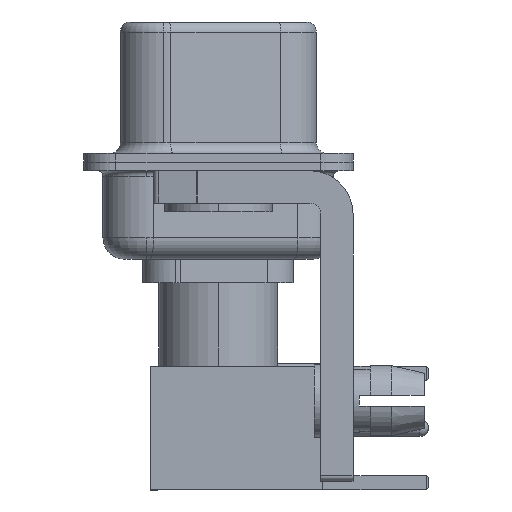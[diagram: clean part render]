
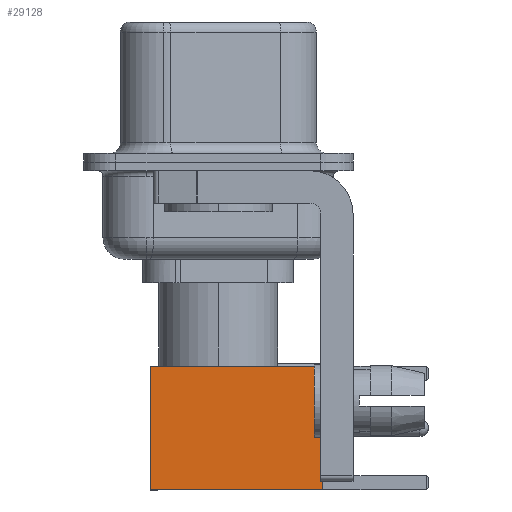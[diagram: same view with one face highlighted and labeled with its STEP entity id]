
A CAD part, left-side view. The second image highlights one B-rep face of the part: STEP entity #29128.
In plain terms, the highlighted face is planar.
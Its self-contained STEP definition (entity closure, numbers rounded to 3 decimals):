
#1341 = CARTESIAN_POINT ( 'NONE',  ( 2.875, 2.875, 0. ) ) ;
#1660 = CARTESIAN_POINT ( 'NONE',  ( -2.875, 2.875, 8. ) ) ;
#1797 = EDGE_CURVE ( 'NONE', #30391, #20716, #21100, .T. ) ;
#3990 = DIRECTION ( 'NONE',  ( 0., 0., -1. ) ) ;
#5472 = LINE ( 'NONE', #13663, #6596 ) ;
#5982 = LINE ( 'NONE', #15667, #22236 ) ;
#5988 = DIRECTION ( 'NONE',  ( 0., 1., 0. ) ) ;
#6146 = FACE_OUTER_BOUND ( 'NONE', #18303, .T. ) ;
#6487 = CARTESIAN_POINT ( 'NONE',  ( 2.875, 2.875, 8. ) ) ;
#6596 = VECTOR ( 'NONE', #3990, 1000. ) ;
#7409 = ORIENTED_EDGE ( 'NONE', *, *, #28243, .T. ) ;
#7430 = LINE ( 'NONE', #26967, #20270 ) ;
#9360 = CARTESIAN_POINT ( 'NONE',  ( -2.875, 2.875, 0. ) ) ;
#9832 = DIRECTION ( 'NONE',  ( -1., 0., 0. ) ) ;
#10100 = EDGE_CURVE ( 'NONE', #10995, #30391, #5982, .T. ) ;
#10491 = CARTESIAN_POINT ( 'NONE',  ( -2.875, 2.875, 0. ) ) ;
#10995 = VERTEX_POINT ( 'NONE', #6487 ) ;
#12557 = ORIENTED_EDGE ( 'NONE', *, *, #10100, .F. ) ;
#13281 = PLANE ( 'NONE',  #17176 ) ;
#13663 = CARTESIAN_POINT ( 'NONE',  ( 2.875, 2.875, 0. ) ) ;
#15667 = CARTESIAN_POINT ( 'NONE',  ( 0., 2.875, 8. ) ) ;
#16301 = VECTOR ( 'NONE', #16323, 1000. ) ;
#16323 = DIRECTION ( 'NONE',  ( 0., 0., -1. ) ) ;
#17176 = AXIS2_PLACEMENT_3D ( 'NONE', #1341, #5988, #29797 ) ;
#17517 = VERTEX_POINT ( 'NONE', #28690 ) ;
#18303 = EDGE_LOOP ( 'NONE', ( #7409, #26326, #22393, #12557 ) ) ;
#20270 = VECTOR ( 'NONE', #9832, 1000. ) ;
#20716 = VERTEX_POINT ( 'NONE', #10491 ) ;
#21100 = LINE ( 'NONE', #9360, #16301 ) ;
#22236 = VECTOR ( 'NONE', #25359, 1000. ) ;
#22393 = ORIENTED_EDGE ( 'NONE', *, *, #1797, .F. ) ;
#25359 = DIRECTION ( 'NONE',  ( -1., 0., 0. ) ) ;
#26326 = ORIENTED_EDGE ( 'NONE', *, *, #27682, .T. ) ;
#26967 = CARTESIAN_POINT ( 'NONE',  ( 0., 2.875, 0. ) ) ;
#27682 = EDGE_CURVE ( 'NONE', #17517, #20716, #7430, .T. ) ;
#28243 = EDGE_CURVE ( 'NONE', #10995, #17517, #5472, .T. ) ;
#28690 = CARTESIAN_POINT ( 'NONE',  ( 2.875, 2.875, 0. ) ) ;
#29128 = ADVANCED_FACE ( 'NONE', ( #6146 ), #13281, .T. ) ;
#29797 = DIRECTION ( 'NONE',  ( 0., 0., 1. ) ) ;
#30391 = VERTEX_POINT ( 'NONE', #1660 ) ;
